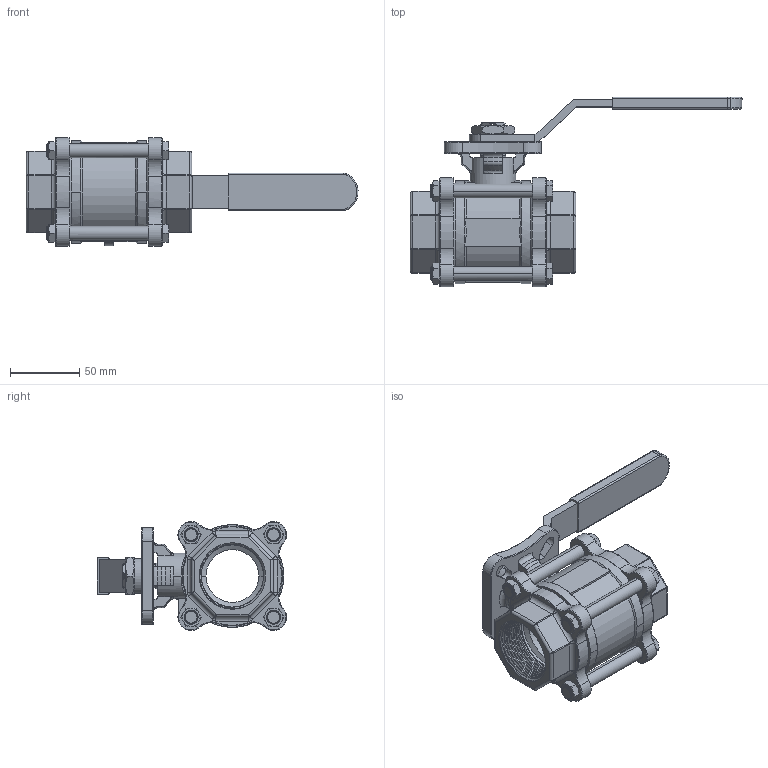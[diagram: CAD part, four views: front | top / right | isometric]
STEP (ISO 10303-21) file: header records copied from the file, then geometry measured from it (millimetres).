
FILE_DESCRIPTION((''),'2;1');
FILE_NAME('2013D-M3-040_ASM','2014-12-22T',('Administrator'),(''),'PRO/ENGINEER BY PARAMETRIC TECHNOLOGY CORPORATION, 2011080','PRO/ENGINEER BY PARAMETRIC TECHNOLOGY CORPORATION, 2011080','');
FILE_SCHEMA(('CONFIG_CONTROL_DESIGN'));
Length unit declared in the file: millimetre
Products named in the file (11): 2013D-M3-040A-BODY; 2013D-M3-BALL-040; 2013D-M3-SETM-040; 2013D-M3-BASHOUPIAN-040; 2013D-M3-HANDLE-040; 2013D-M3-HANDLENUT-040; 040JIAOTAO; 2013D-M3-040B-CAP1; 040LUOGAN; 040LUOMU; 2013D-M3-040_ASM
Assembly tree (17 placements, depth 2):
  2013D-M3-040_ASM
    2013D-M3-040A-BODY
    2013D-M3-BALL-040
    2013D-M3-SETM-040
    2013D-M3-BASHOUPIAN-040
    2013D-M3-HANDLE-040
    2013D-M3-HANDLENUT-040
    040JIAOTAO
    2013D-M3-040B-CAP1  x2
    040LUOGAN  x4
    040LUOMU  x4
Bounding box: 239.2 x 136.48 x 78.36 mm (x, y, z)
Volume: 369630.2 mm3; surface area: 144645.3 mm2
Topology: 17 solids, 17 shells, 1230 faces, 3227 edges, 2036 vertices
Faces by surface type: cylinder 467, bspline 270, plane 217, cone 147, torus 125, sphere 4
Entity records: 77159 total; most frequent: CARTESIAN_POINT 58144, ORIENTED_EDGE 4480, DIRECTION 3088, EDGE_CURVE 2240, VERTEX_POINT 1432, AXIS2_PLACEMENT_3D 1199, B_SPLINE_CURVE_WITH_KNOTS 992, EDGE_LOOP 876
